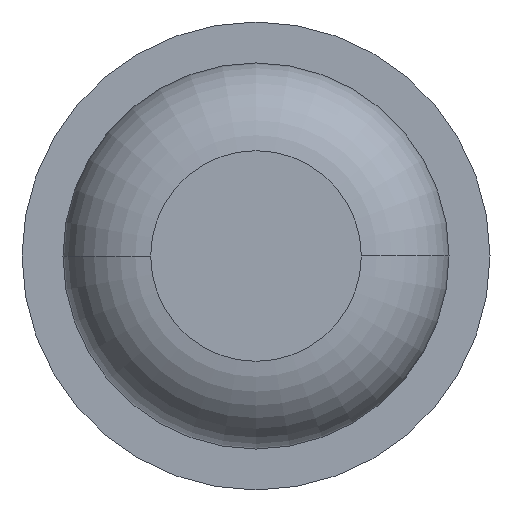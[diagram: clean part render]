
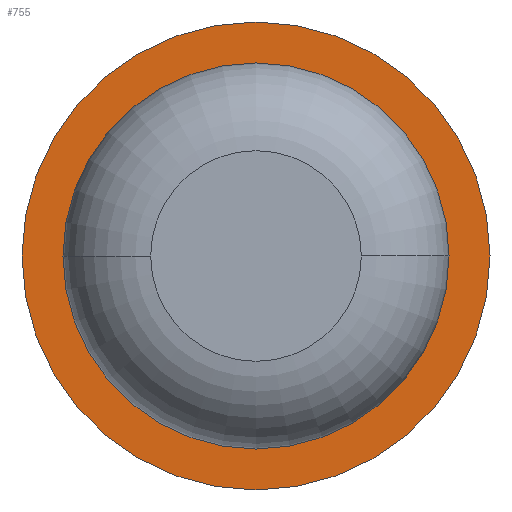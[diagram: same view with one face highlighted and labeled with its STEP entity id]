
A CAD part, front view. The second image highlights one B-rep face of the part: STEP entity #755.
In plain terms, the highlighted planar face has unit normal (0, -1, 0).
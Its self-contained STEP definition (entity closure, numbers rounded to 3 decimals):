
#294 = PLANE ( 'NONE',  #1817 ) ;
#394 = CARTESIAN_POINT ( 'NONE',  ( 0., -6., 0. ) ) ;
#580 = CARTESIAN_POINT ( 'NONE',  ( -0.825, -6., 0. ) ) ;
#755 = ADVANCED_FACE ( 'Defeature ausgef�hrt1_7', ( #2879, #3098 ), #294, .F. ) ;
#759 = EDGE_CURVE ( 'Defeature ausgef�hrt1_8+Defeature ausgef�hrt1_7+Defeature ausgef�hrt1_7+Defeature ausgef�hrt1_7', #3106, #1107, #843, .T. ) ;
#821 = DIRECTION ( 'NONE',  ( 0., 1., 0. ) ) ;
#843 = CIRCLE ( 'NONE', #2744, 1. ) ;
#862 = CARTESIAN_POINT ( 'NONE',  ( -1., -6., 0. ) ) ;
#951 = DIRECTION ( 'NONE',  ( -1., 0., 0. ) ) ;
#1107 = VERTEX_POINT ( 'NONE', #2491 ) ;
#1165 = EDGE_LOOP ( 'NONE', ( #4057, #3261 ) ) ;
#1306 = CARTESIAN_POINT ( 'NONE',  ( 0., -6., 0. ) ) ;
#1319 = DIRECTION ( 'NONE',  ( -1., 0., 0. ) ) ;
#1336 = CIRCLE ( 'NONE', #1656, 0.825 ) ;
#1567 = DIRECTION ( 'NONE',  ( -1., 0., 0. ) ) ;
#1656 = AXIS2_PLACEMENT_3D ( 'NONE', #394, #821, #3886 ) ;
#1768 = EDGE_CURVE ( 'Defeature ausgef�hrt1_7+Defeature ausgef�hrt1_0+Defeature ausgef�hrt1_0+Defeature ausgef�hrt1_0', #3218, #2727, #1336, .T. ) ;
#1817 = AXIS2_PLACEMENT_3D ( 'NONE', #3373, #3057, #4429 ) ;
#1956 = ORIENTED_EDGE ( 'NONE', *, *, #2763, .T. ) ;
#1995 = EDGE_CURVE ( 'Defeature ausgef�hrt1_8+Defeature ausgef�hrt1_7+Defeature ausgef�hrt1_7+Defeature ausgef�hrt1_7', #1107, #3106, #2350, .T. ) ;
#2350 = CIRCLE ( 'NONE', #2574, 1. ) ;
#2491 = CARTESIAN_POINT ( 'NONE',  ( 1., -6., 0. ) ) ;
#2574 = AXIS2_PLACEMENT_3D ( 'NONE', #4352, #4419, #1567 ) ;
#2727 = VERTEX_POINT ( 'NONE', #3012 ) ;
#2744 = AXIS2_PLACEMENT_3D ( 'NONE', #1306, #3402, #1319 ) ;
#2763 = EDGE_CURVE ( 'Defeature ausgef�hrt1_7+Defeature ausgef�hrt1_0+Defeature ausgef�hrt1_0+Defeature ausgef�hrt1_0', #2727, #3218, #3855, .T. ) ;
#2817 = ORIENTED_EDGE ( 'NONE', *, *, #1768, .T. ) ;
#2879 = FACE_OUTER_BOUND ( 'NONE', #1165, .T. ) ;
#3012 = CARTESIAN_POINT ( 'NONE',  ( 0.825, -6., 0. ) ) ;
#3057 = DIRECTION ( 'NONE',  ( 0., 1., 0. ) ) ;
#3098 = FACE_BOUND ( 'NONE', #3104, .T. ) ;
#3104 = EDGE_LOOP ( 'NONE', ( #2817, #1956 ) ) ;
#3106 = VERTEX_POINT ( 'NONE', #862 ) ;
#3218 = VERTEX_POINT ( 'NONE', #580 ) ;
#3261 = ORIENTED_EDGE ( 'NONE', *, *, #1995, .F. ) ;
#3373 = CARTESIAN_POINT ( 'NONE',  ( 0.825, -6., 0. ) ) ;
#3402 = DIRECTION ( 'NONE',  ( 0., 1., 0. ) ) ;
#3748 = CARTESIAN_POINT ( 'NONE',  ( 0., -6., 0. ) ) ;
#3855 = CIRCLE ( 'NONE', #4282, 0.825 ) ;
#3886 = DIRECTION ( 'NONE',  ( -1., 0., 0. ) ) ;
#4057 = ORIENTED_EDGE ( 'NONE', *, *, #759, .F. ) ;
#4077 = DIRECTION ( 'NONE',  ( 0., 1., 0. ) ) ;
#4282 = AXIS2_PLACEMENT_3D ( 'NONE', #3748, #4077, #951 ) ;
#4352 = CARTESIAN_POINT ( 'NONE',  ( 0., -6., 0. ) ) ;
#4419 = DIRECTION ( 'NONE',  ( 0., 1., 0. ) ) ;
#4429 = DIRECTION ( 'NONE',  ( -1., 0., 0. ) ) ;
